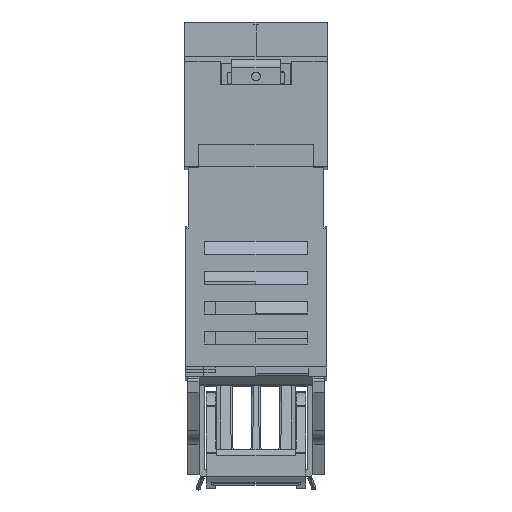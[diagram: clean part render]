
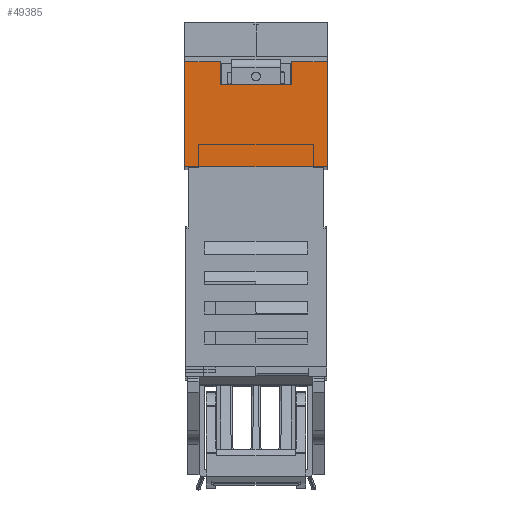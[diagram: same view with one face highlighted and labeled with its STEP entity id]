
A CAD part, top view. The second image highlights one B-rep face of the part: STEP entity #49385.
In plain terms, the highlighted planar face has unit normal (0, 0, 1).
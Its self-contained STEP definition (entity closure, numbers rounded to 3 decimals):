
#49333=AXIS2_PLACEMENT_3D('Plane Axis2P3D',#49330,#49331,#49332) ;
#48533=CARTESIAN_POINT('Vertex',(25.,-37.7,264.5)) ;
#48536=CARTESIAN_POINT('Line Origine',(0.,-37.7,264.5)) ;
#48540=CARTESIAN_POINT('Vertex',(-25.,-37.7,264.5)) ;
#49281=CARTESIAN_POINT('Line Origine',(-25.,-11.8,264.5)) ;
#49285=CARTESIAN_POINT('Vertex',(-25.,-0.9,264.5)) ;
#49330=CARTESIAN_POINT('Axis2P3D Location',(0.,-0.9,264.5)) ;
#49335=CARTESIAN_POINT('Line Origine',(12.5,-19.3,264.5)) ;
#49339=CARTESIAN_POINT('Vertex',(12.5,-0.9,264.5)) ;
#49341=CARTESIAN_POINT('Vertex',(12.5,-8.9,264.5)) ;
#49344=CARTESIAN_POINT('Line Origine',(0.,-8.9,264.5)) ;
#49348=CARTESIAN_POINT('Vertex',(-12.5,-8.9,264.5)) ;
#49351=CARTESIAN_POINT('Line Origine',(-12.5,-19.3,264.5)) ;
#49355=CARTESIAN_POINT('Vertex',(-12.5,-0.9,264.5)) ;
#49358=CARTESIAN_POINT('Line Origine',(0.,-0.9,264.5)) ;
#49363=CARTESIAN_POINT('Line Origine',(25.,-19.3,264.5)) ;
#49367=CARTESIAN_POINT('Vertex',(25.,-0.9,264.5)) ;
#49370=CARTESIAN_POINT('Line Origine',(0.,-0.9,264.5)) ;
#48537=DIRECTION('Vector Direction',(-1.,0.,0.)) ;
#49282=DIRECTION('Vector Direction',(0.,-1.,0.)) ;
#49331=DIRECTION('Axis2P3D Direction',(0.,0.,-1.)) ;
#49332=DIRECTION('Axis2P3D XDirection',(-1.,0.,0.)) ;
#49336=DIRECTION('Vector Direction',(0.,1.,0.)) ;
#49345=DIRECTION('Vector Direction',(-1.,0.,0.)) ;
#49352=DIRECTION('Vector Direction',(0.,1.,0.)) ;
#49359=DIRECTION('Vector Direction',(-1.,0.,0.)) ;
#49364=DIRECTION('Vector Direction',(0.,1.,0.)) ;
#49371=DIRECTION('Vector Direction',(-1.,0.,0.)) ;
#48538=VECTOR('Line Direction',#48537,1.) ;
#49283=VECTOR('Line Direction',#49282,1.) ;
#49337=VECTOR('Line Direction',#49336,1.) ;
#49346=VECTOR('Line Direction',#49345,1.) ;
#49353=VECTOR('Line Direction',#49352,1.) ;
#49360=VECTOR('Line Direction',#49359,1.) ;
#49365=VECTOR('Line Direction',#49364,1.) ;
#49372=VECTOR('Line Direction',#49371,1.) ;
#49376=ORIENTED_EDGE('',*,*,#49343,.T.) ;
#49377=ORIENTED_EDGE('',*,*,#49350,.T.) ;
#49378=ORIENTED_EDGE('',*,*,#49357,.F.) ;
#49379=ORIENTED_EDGE('',*,*,#49362,.F.) ;
#49380=ORIENTED_EDGE('',*,*,#49287,.T.) ;
#49381=ORIENTED_EDGE('',*,*,#48542,.F.) ;
#49382=ORIENTED_EDGE('',*,*,#49369,.F.) ;
#49383=ORIENTED_EDGE('',*,*,#49374,.F.) ;
#49385=ADVANCED_FACE('804682_L04_NH-Leistenunterteil Gr.00  U-SL00/185',(#49384),#49334,.F.) ;
#48542=EDGE_CURVE('',#48534,#48541,#48539,.T.) ;
#49287=EDGE_CURVE('',#49286,#48541,#49284,.T.) ;
#49343=EDGE_CURVE('',#49340,#49342,#49338,.F.) ;
#49350=EDGE_CURVE('',#49342,#49349,#49347,.T.) ;
#49357=EDGE_CURVE('',#49356,#49349,#49354,.F.) ;
#49362=EDGE_CURVE('',#49286,#49356,#49361,.F.) ;
#49369=EDGE_CURVE('',#49368,#48534,#49366,.F.) ;
#49374=EDGE_CURVE('',#49340,#49368,#49373,.F.) ;
#49375=EDGE_LOOP('',(#49376,#49377,#49378,#49379,#49380,#49381,#49382,#49383)) ;
#49384=FACE_OUTER_BOUND('',#49375,.T.) ;
#48539=LINE('Line',#48536,#48538) ;
#49284=LINE('Line',#49281,#49283) ;
#49338=LINE('Line',#49335,#49337) ;
#49347=LINE('Line',#49344,#49346) ;
#49354=LINE('Line',#49351,#49353) ;
#49361=LINE('Line',#49358,#49360) ;
#49366=LINE('Line',#49363,#49365) ;
#49373=LINE('Line',#49370,#49372) ;
#49334=PLANE('Plane',#49333) ;
#48534=VERTEX_POINT('',#48533) ;
#48541=VERTEX_POINT('',#48540) ;
#49286=VERTEX_POINT('',#49285) ;
#49340=VERTEX_POINT('',#49339) ;
#49342=VERTEX_POINT('',#49341) ;
#49349=VERTEX_POINT('',#49348) ;
#49356=VERTEX_POINT('',#49355) ;
#49368=VERTEX_POINT('',#49367) ;
